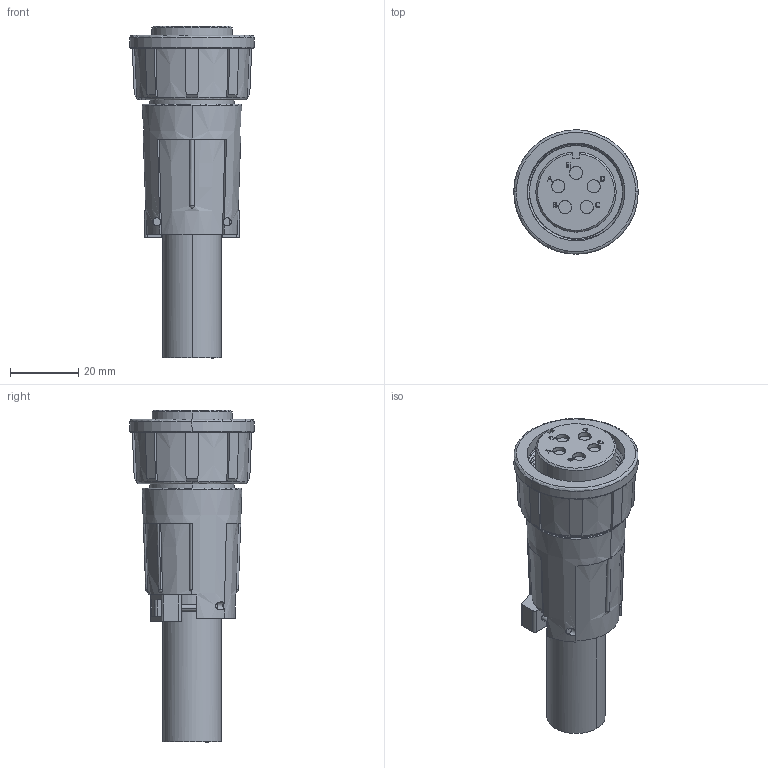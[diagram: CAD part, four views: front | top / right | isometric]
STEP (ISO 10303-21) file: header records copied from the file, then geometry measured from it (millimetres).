
FILE_DESCRIPTION (( 'STEP AP203' ), '1' );
FILE_NAME ('CXC3106A1811S.STEP', '2012-09-07T18:55:45', ( '21FPBF1' ), ( 'Conxall' ), 'SwSTEP 2.0', 'SolidWorks 2011', '' );
FILE_SCHEMA (( 'CONFIG_CONTROL_DESIGN' ));
Length unit declared in the file: inch
Products named in the file (1): CXC3106A1811S
Bounding box: 36.45 x 36.45 x 97.23 mm (x, y, z)
Volume: 40944.3 mm3; surface area: 15121.8 mm2
Topology: 1 solids, 1 shells, 363 faces, 997 edges, 653 vertices
Faces by surface type: plane 189, cylinder 87, bspline 40, torus 27, cone 20
Entity records: 18929 total; most frequent: CARTESIAN_POINT 10585, ORIENTED_EDGE 1976, DIRECTION 1276, EDGE_CURVE 988, VERTEX_POINT 653, LINE 474, VECTOR 474, B_SPLINE_CURVE_WITH_KNOTS 435
